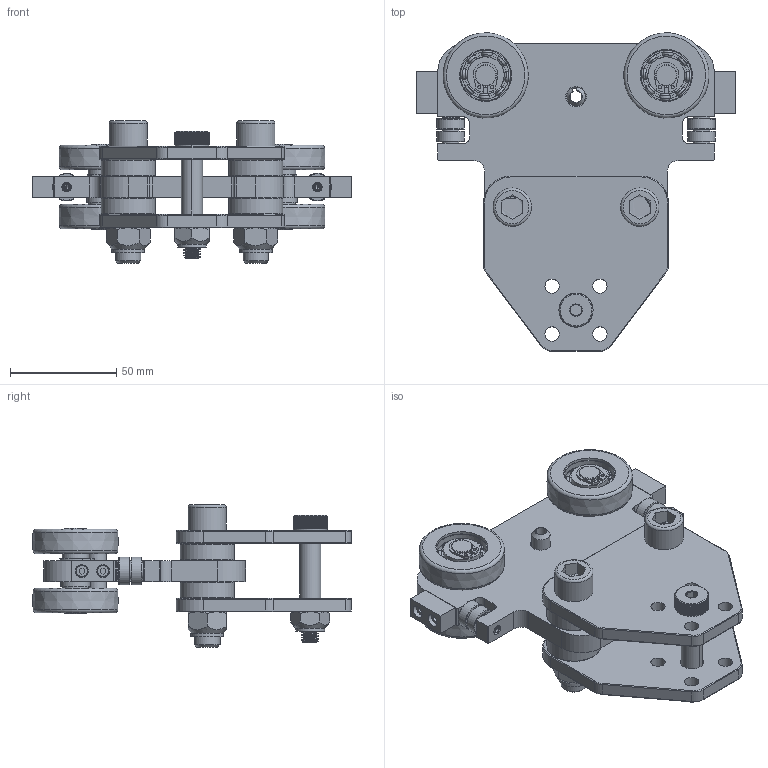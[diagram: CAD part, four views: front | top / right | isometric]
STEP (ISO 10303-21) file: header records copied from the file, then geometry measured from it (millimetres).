
FILE_DESCRIPTION(/* description */ ('ETA-3 LOAD TROLLEY'),/* implementation_level */ '2;1');
FILE_NAME(/* name */ '20141.stp',/* time_stamp */ '2020-12-18T14:22:17-05:00',/* author */ ('mnhhw'),/* organization */ (''),/* preprocessor_version */ 'ST-DEVELOPER v17',/* originating_system */ 'Autodesk Inventor 2019',/* authorisation */ '');
FILE_SCHEMA (('AUTOMOTIVE_DESIGN { 1 0 10303 214 3 1 1 }'));
Products named in the file (22): 20141; 20131; 85005341_¶Ë³µ·½°¸3; 85005342; 85005845; BAC-C015-Z00-00K; GB£¯T276-94Éî¹µÇòÖ
á³Ð6200; GB894.1ÖáÓÃµ¯ÐÔµ²
È¦AÐÍ10; 85005344; GB894.1ÖáÓÃµ¯ÐÔµ²
È¦AÐÍ12; GB£¯T879.1_µ¯ÐÔÔ²ÖùÏú
 Ö±²Û ÖØÐÍ8¡Á25; Í­Ì×; GB£¯T70£®1-2000ÄÚÁù½ÇÔ²
ÖùÍ·ÂÝ¶¤M3¡Á10; GB£¯T879£®1-2000µ¯ÐÔÔ²Öù
ÏúÖ±²ÛÖØÐÍ3£®5¡Á
24; GB£¯T276-94Éî¹µÇòÖ
á³Ð624; GB£¯T97£®3-2006ÏúÖáÓ
ÃÆ½µæÈ¦4¡Á0£®8; 79586; 79587; 51801; 52447; 50754; 52441
Assembly tree (48 placements, depth 4):
  20141
    20131
      85005341_¶Ë³µ·½°¸3
      85005342  x2
      85005845  x4
        BAC-C015-Z00-00K
        GB£¯T276-94Éî¹µÇòÖ
á³Ð6200
      GB894.1ÖáÓÃµ¯ÐÔµ²
È¦AÐÍ10  x4
      GB894.1ÖáÓÃµ¯ÐÔµ²
È¦AÐÍ12  x2
      85005344  x2
      GB£¯T879.1_µ¯ÐÔÔ²ÖùÏú
 Ö±²Û ÖØÐÍ8¡Á25
      Í­Ì×
      GB£¯T70£®1-2000ÄÚÁù½ÇÔ²
ÖùÍ·ÂÝ¶¤M3¡Á10  x4
      GB£¯T276-94Éî¹µÇòÖ
á³Ð624  x4
      GB£¯T879£®1-2000µ¯ÐÔÔ²Öù
ÏúÖ±²ÛÖØÐÍ3£®5¡Á
24  x2
      GB£¯T97£®3-2006ÏúÖáÓ
ÃÆ½µæÈ¦4¡Á0£®8  x6
    79586  x2
    79587  x4
    51801  x2
    52447  x2
    50754
    52441
Bounding box: 150 x 149.77 x 67 mm (x, y, z)
Volume: 252375.3 mm3; surface area: 121666.2 mm2
Topology: 48 solids, 495 shells, 1706 faces, 5674 edges, 4553 vertices
Faces by surface type: plane 815, cylinder 327, sphere 256, torus 230, cone 72, bspline 6
Full cylindrical faces by diameter (mm): 1.5 x12, 2.5 x4, 3 x4, 3.2 x4, 3.5 x4, 4 x10, 5.5 x4, 6 x4, 6.376 x7, 6.7 x8, 6.756 x8, 7.663 x4, 8 x7, 8.376 x1, 9.137 x4, 9.4 x4, 10 x12, 10.1 x8, 10.106 x2, 10.998 x2, 11.1 x2, 12 x5, 12.2 x2, 12.5 x2, 12.6 x4, 12.7 x6, 13 x4, 13.487 x4, 13.6 x1, 14 x2
Entity records: 55718 total; most frequent: CARTESIAN_POINT 24892, DIRECTION 6021, ORIENTED_EDGE 4642, EDGE_CURVE 3334, VERTEX_POINT 2927, AXIS2_PLACEMENT_3D 2105, LINE 1811, VECTOR 1811
